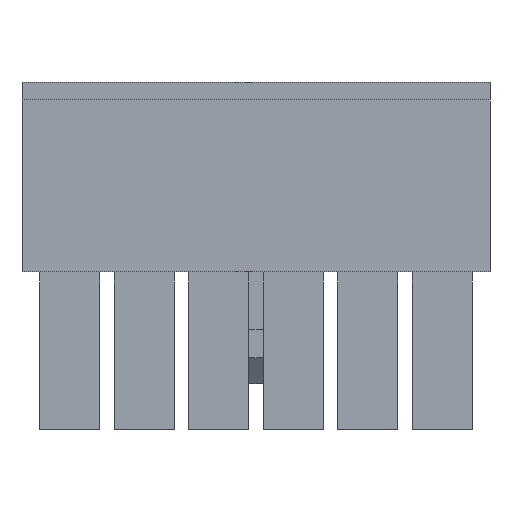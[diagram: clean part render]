
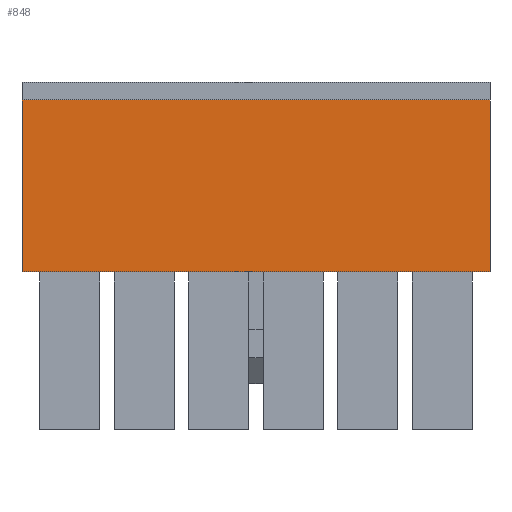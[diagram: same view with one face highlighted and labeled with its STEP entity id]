
A CAD part, front view. The second image highlights one B-rep face of the part: STEP entity #848.
In plain terms, the highlighted planar face has unit normal (0, -1, 0).
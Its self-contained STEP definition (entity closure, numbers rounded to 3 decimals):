
#848 = ADVANCED_FACE( '', ( #2378 ), #2379, .T. );
#2378 = FACE_OUTER_BOUND( '', #4625, .T. );
#2379 = PLANE( '', #4626 );
#4625 = EDGE_LOOP( '', ( #7140, #7141, #7142, #7143 ) );
#4626 = AXIS2_PLACEMENT_3D( '', #7144, #7145, #7146 );
#7140 = ORIENTED_EDGE( '', *, *, #13772, .T. );
#7141 = ORIENTED_EDGE( '', *, *, #13773, .T. );
#7142 = ORIENTED_EDGE( '', *, *, #13774, .F. );
#7143 = ORIENTED_EDGE( '', *, *, #13775, .F. );
#7144 = CARTESIAN_POINT( '', ( 13.2, -4.8, -5.35 ) );
#7145 = DIRECTION( '', ( 0., -1., 0. ) );
#7146 = DIRECTION( '', ( 0., 0., -1. ) );
#13772 = EDGE_CURVE( '', #16641, #16642, #16643, .T. );
#13773 = EDGE_CURVE( '', #16642, #16644, #16645, .T. );
#13774 = EDGE_CURVE( '', #16646, #16644, #16647, .T. );
#13775 = EDGE_CURVE( '', #16641, #16646, #16648, .T. );
#16641 = VERTEX_POINT( '', #20715 );
#16642 = VERTEX_POINT( '', #20716 );
#16643 = LINE( '', #20717, #20718 );
#16644 = VERTEX_POINT( '', #20719 );
#16645 = LINE( '', #20720, #20721 );
#16646 = VERTEX_POINT( '', #20722 );
#16647 = LINE( '', #20723, #20724 );
#16648 = LINE( '', #20725, #20726 );
#20715 = CARTESIAN_POINT( '', ( 13.2, -4.8, -5.35 ) );
#20716 = CARTESIAN_POINT( '', ( 13.2, -4.8, 4.35 ) );
#20717 = CARTESIAN_POINT( '', ( 13.2, -4.8, -5.35 ) );
#20718 = VECTOR( '', #25992, 1000. );
#20719 = CARTESIAN_POINT( '', ( -13.2, -4.8, 4.35 ) );
#20720 = CARTESIAN_POINT( '', ( 13.2, -4.8, 4.35 ) );
#20721 = VECTOR( '', #25993, 1000. );
#20722 = CARTESIAN_POINT( '', ( -13.2, -4.8, -5.35 ) );
#20723 = CARTESIAN_POINT( '', ( -13.2, -4.8, -5.35 ) );
#20724 = VECTOR( '', #25994, 1000. );
#20725 = CARTESIAN_POINT( '', ( 13.2, -4.8, -5.35 ) );
#20726 = VECTOR( '', #25995, 1000. );
#25992 = DIRECTION( '', ( 0., 0., 1. ) );
#25993 = DIRECTION( '', ( -1., 0., 0. ) );
#25994 = DIRECTION( '', ( 0., 0., 1. ) );
#25995 = DIRECTION( '', ( -1., 0., 0. ) );
